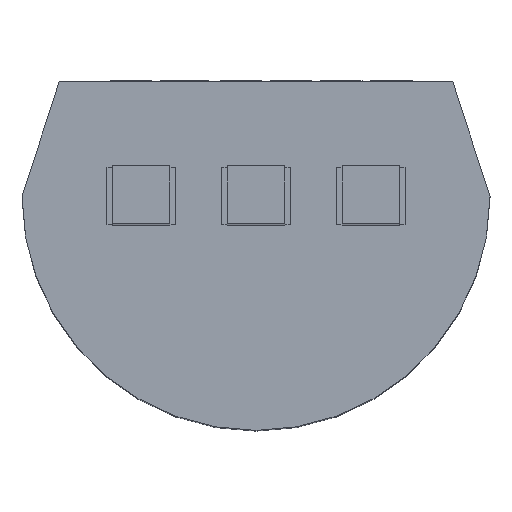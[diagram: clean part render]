
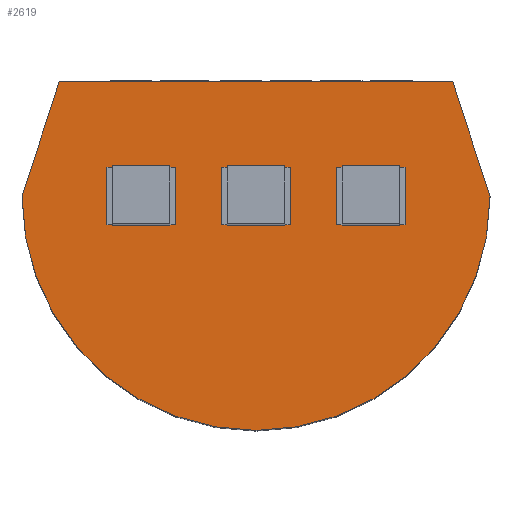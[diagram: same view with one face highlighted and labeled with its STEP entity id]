
A CAD part, top view. The second image highlights one B-rep face of the part: STEP entity #2619.
In plain terms, the highlighted planar face has unit normal (0, 0, 1).
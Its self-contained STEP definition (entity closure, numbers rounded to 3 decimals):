
#150=FACE_BOUND('',#307,.T.);
#151=FACE_BOUND('',#308,.T.);
#152=FACE_BOUND('',#309,.T.);
#159=CIRCLE('',#2770,2.04);
#170=FACE_OUTER_BOUND('',#306,.T.);
#306=EDGE_LOOP('',(#1669,#1670,#1671,#1672));
#307=EDGE_LOOP('',(#1673,#1674,#1675,#1676));
#308=EDGE_LOOP('',(#1677,#1678,#1679,#1680));
#309=EDGE_LOOP('',(#1681,#1682,#1683,#1684));
#456=LINE('',#3359,#739);
#460=LINE('',#3368,#743);
#464=LINE('',#3377,#747);
#468=LINE('',#3386,#751);
#472=LINE('',#3395,#755);
#476=LINE('',#3404,#759);
#478=LINE('',#3409,#761);
#479=LINE('',#3413,#762);
#480=LINE('',#3414,#763);
#481=LINE('',#3415,#764);
#482=LINE('',#3416,#765);
#483=LINE('',#3417,#766);
#484=LINE('',#3418,#767);
#485=LINE('',#3419,#768);
#486=LINE('',#3420,#769);
#739=VECTOR('',#2877,0.5);
#743=VECTOR('',#2883,0.5);
#747=VECTOR('',#2889,0.5);
#751=VECTOR('',#2895,0.5);
#755=VECTOR('',#2901,0.5);
#759=VECTOR('',#2907,0.5);
#761=VECTOR('',#2911,1.051);
#762=VECTOR('',#2914,1.051);
#763=VECTOR('',#2915,3.43);
#764=VECTOR('',#2916,0.5);
#765=VECTOR('',#2917,0.5);
#766=VECTOR('',#2918,0.5);
#767=VECTOR('',#2919,0.5);
#768=VECTOR('',#2920,0.5);
#769=VECTOR('',#2921,0.5);
#1022=VERTEX_POINT('',#3356);
#1023=VERTEX_POINT('',#3358);
#1026=VERTEX_POINT('',#3365);
#1027=VERTEX_POINT('',#3367);
#1030=VERTEX_POINT('',#3374);
#1031=VERTEX_POINT('',#3376);
#1034=VERTEX_POINT('',#3383);
#1035=VERTEX_POINT('',#3385);
#1038=VERTEX_POINT('',#3392);
#1039=VERTEX_POINT('',#3394);
#1042=VERTEX_POINT('',#3401);
#1043=VERTEX_POINT('',#3403);
#1044=VERTEX_POINT('',#3407);
#1045=VERTEX_POINT('',#3408);
#1046=VERTEX_POINT('',#3410);
#1047=VERTEX_POINT('',#3412);
#1272=EDGE_CURVE('',#1022,#1023,#456,.T.);
#1276=EDGE_CURVE('',#1026,#1027,#460,.T.);
#1280=EDGE_CURVE('',#1030,#1031,#464,.T.);
#1284=EDGE_CURVE('',#1034,#1035,#468,.T.);
#1288=EDGE_CURVE('',#1038,#1039,#472,.T.);
#1292=EDGE_CURVE('',#1042,#1043,#476,.T.);
#1294=EDGE_CURVE('',#1044,#1045,#478,.T.);
#1295=EDGE_CURVE('',#1045,#1046,#159,.T.);
#1296=EDGE_CURVE('',#1046,#1047,#479,.T.);
#1297=EDGE_CURVE('',#1047,#1044,#480,.T.);
#1298=EDGE_CURVE('',#1043,#1038,#481,.T.);
#1299=EDGE_CURVE('',#1039,#1042,#482,.T.);
#1300=EDGE_CURVE('',#1027,#1022,#483,.T.);
#1301=EDGE_CURVE('',#1023,#1026,#484,.T.);
#1302=EDGE_CURVE('',#1035,#1030,#485,.T.);
#1303=EDGE_CURVE('',#1031,#1034,#486,.T.);
#1669=ORIENTED_EDGE('',*,*,#1294,.T.);
#1670=ORIENTED_EDGE('',*,*,#1295,.T.);
#1671=ORIENTED_EDGE('',*,*,#1296,.T.);
#1672=ORIENTED_EDGE('',*,*,#1297,.T.);
#1673=ORIENTED_EDGE('',*,*,#1288,.F.);
#1674=ORIENTED_EDGE('',*,*,#1298,.F.);
#1675=ORIENTED_EDGE('',*,*,#1292,.F.);
#1676=ORIENTED_EDGE('',*,*,#1299,.F.);
#1677=ORIENTED_EDGE('',*,*,#1272,.F.);
#1678=ORIENTED_EDGE('',*,*,#1300,.F.);
#1679=ORIENTED_EDGE('',*,*,#1276,.F.);
#1680=ORIENTED_EDGE('',*,*,#1301,.F.);
#1681=ORIENTED_EDGE('',*,*,#1280,.F.);
#1682=ORIENTED_EDGE('',*,*,#1302,.F.);
#1683=ORIENTED_EDGE('',*,*,#1284,.F.);
#1684=ORIENTED_EDGE('',*,*,#1303,.F.);
#2392=PLANE('',#2769);
#2619=ADVANCED_FACE('',(#170,#150,#151,#152),#2392,.F.);
#2769=AXIS2_PLACEMENT_3D('',#3406,#2909,#2910);
#2770=AXIS2_PLACEMENT_3D('',#3411,#2912,#2913);
#2877=DIRECTION('',(0.,1.,0.));
#2883=DIRECTION('',(0.,-1.,0.));
#2889=DIRECTION('',(0.,1.,0.));
#2895=DIRECTION('',(0.,-1.,0.));
#2901=DIRECTION('',(0.,1.,0.));
#2907=DIRECTION('',(0.,-1.,0.));
#2909=DIRECTION('center_axis',(0.,0.,-1.));
#2910=DIRECTION('ref_axis',(-1.,0.,0.));
#2911=DIRECTION('',(-0.309,-0.951,0.));
#2912=DIRECTION('center_axis',(0.,0.,1.));
#2913=DIRECTION('ref_axis',(-1.,0.,0.));
#2914=DIRECTION('',(-0.309,0.951,0.));
#2915=DIRECTION('',(-1.,0.,0.));
#2916=DIRECTION('',(1.,0.,0.));
#2917=DIRECTION('',(-1.,0.,0.));
#2918=DIRECTION('',(1.,0.,0.));
#2919=DIRECTION('',(-1.,0.,0.));
#2920=DIRECTION('',(1.,0.,0.));
#2921=DIRECTION('',(-1.,0.,0.));
#3356=CARTESIAN_POINT('',(-0.75,-0.25,3.8));
#3358=CARTESIAN_POINT('',(-0.75,0.25,3.8));
#3359=CARTESIAN_POINT('',(-0.75,-0.25,3.8));
#3365=CARTESIAN_POINT('',(-1.25,0.25,3.8));
#3367=CARTESIAN_POINT('',(-1.25,-0.25,3.8));
#3368=CARTESIAN_POINT('',(-1.25,0.25,3.8));
#3374=CARTESIAN_POINT('',(1.25,-0.25,3.8));
#3376=CARTESIAN_POINT('',(1.25,0.25,3.8));
#3377=CARTESIAN_POINT('',(1.25,-0.25,3.8));
#3383=CARTESIAN_POINT('',(0.75,0.25,3.8));
#3385=CARTESIAN_POINT('',(0.75,-0.25,3.8));
#3386=CARTESIAN_POINT('',(0.75,0.25,3.8));
#3392=CARTESIAN_POINT('',(0.25,-0.25,3.8));
#3394=CARTESIAN_POINT('',(0.25,0.25,3.8));
#3395=CARTESIAN_POINT('',(0.25,-0.25,3.8));
#3401=CARTESIAN_POINT('',(-0.25,0.25,3.8));
#3403=CARTESIAN_POINT('',(-0.25,-0.25,3.8));
#3404=CARTESIAN_POINT('',(-0.25,0.25,3.8));
#3406=CARTESIAN_POINT('Origin',(0.,0.,3.8));
#3407=CARTESIAN_POINT('',(-1.715,1.,3.8));
#3408=CARTESIAN_POINT('',(-2.04,0.,3.8));
#3409=CARTESIAN_POINT('',(-1.715,1.,3.8));
#3410=CARTESIAN_POINT('',(2.04,0.,3.8));
#3411=CARTESIAN_POINT('Origin',(0.,0.,3.8));
#3412=CARTESIAN_POINT('',(1.715,1.,3.8));
#3413=CARTESIAN_POINT('',(2.04,0.,3.8));
#3414=CARTESIAN_POINT('',(1.715,1.,3.8));
#3415=CARTESIAN_POINT('',(-0.25,-0.25,3.8));
#3416=CARTESIAN_POINT('',(0.25,0.25,3.8));
#3417=CARTESIAN_POINT('',(-1.25,-0.25,3.8));
#3418=CARTESIAN_POINT('',(-0.75,0.25,3.8));
#3419=CARTESIAN_POINT('',(0.75,-0.25,3.8));
#3420=CARTESIAN_POINT('',(1.25,0.25,3.8));
